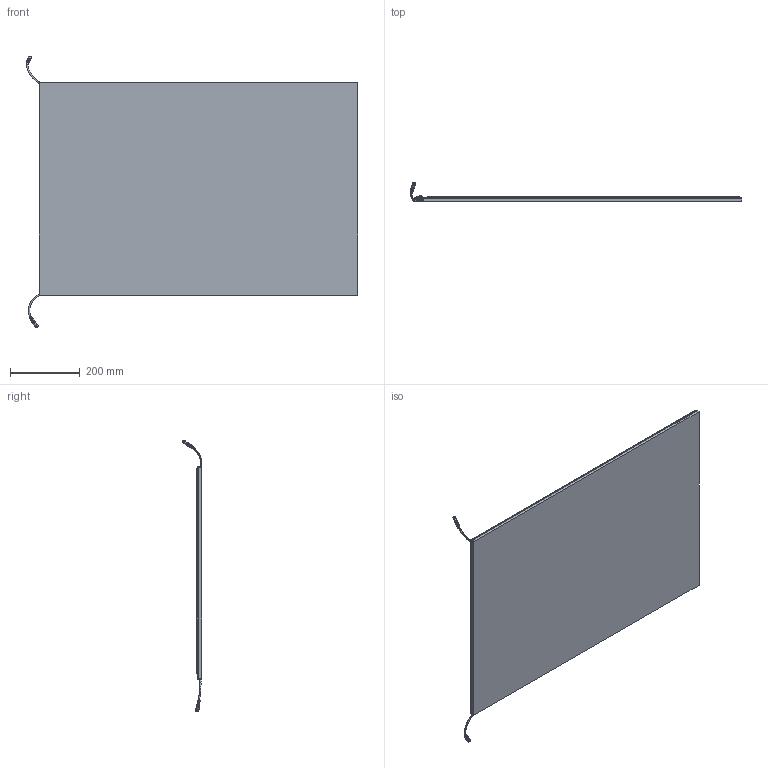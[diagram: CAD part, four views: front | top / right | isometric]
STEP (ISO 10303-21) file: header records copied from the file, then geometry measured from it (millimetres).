
FILE_DESCRIPTION (( 'STEP AP214' ), '1' );
FILE_NAME ('1602-4540.STEP', '2019-06-12T21:38:22', ( '' ), ( '' ), 'SwSTEP 2.0', 'SolidWorks 2018', '' );
FILE_SCHEMA (( 'AUTOMOTIVE_DESIGN' ));
Length unit declared in the file: inch
Products named in the file (1): 1602-4540
Bounding box: 951.87 x 55.78 x 779.7 mm (x, y, z)
Volume: 6024689.3 mm3; surface area: 2362328.5 mm2
Topology: 47 solids, 47 shells, 4431 faces, 8872 edges, 5910 vertices
Faces by surface type: cone 2806, plane 1556, cylinder 60, bspline 9
Full cylindrical faces by diameter (mm): 1 x3, 1.6 x3, 3.4 x2, 5.7 x2, 5.8 x1, 5.9 x1, 6.7 x1, 6.8 x2, 6.9 x2, 7 x1, 7.2 x1, 8 x1, 8.8 x2, 9 x2, 9.6 x1, 20 x35
Entity records: 178450 total; most frequent: CARTESIAN_POINT 27896, DIRECTION 20498, ORIENTED_EDGE 17384, AXIS2_PLACEMENT_3D 10183, EDGE_CURVE 8692, EDGE_LOOP 5968, VERTEX_POINT 5852, CIRCLE 5760
